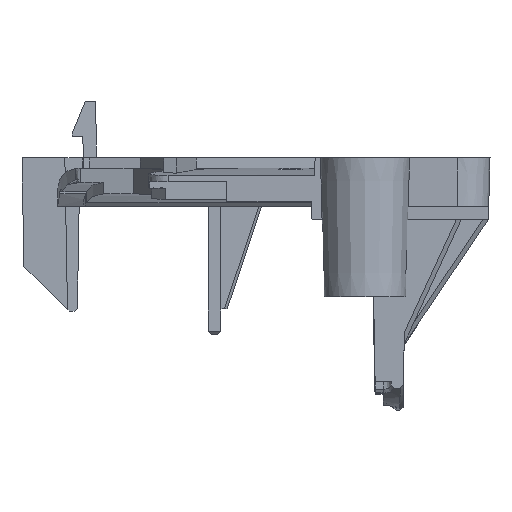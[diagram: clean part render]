
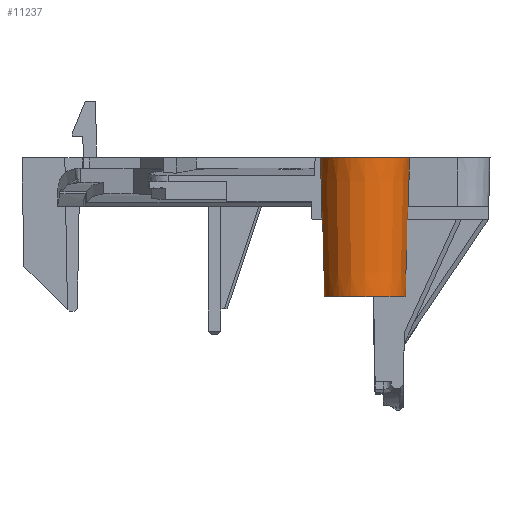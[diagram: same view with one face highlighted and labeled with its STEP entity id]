
A CAD part, left-side view. The second image highlights one B-rep face of the part: STEP entity #11237.
In plain terms, the highlighted conical face has half-angle 1.5 degrees and reference radius 3.202 mm.
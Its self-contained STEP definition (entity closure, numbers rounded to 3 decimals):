
#138=(
BOUNDED_CURVE()
B_SPLINE_CURVE(2,(#24297,#24298,#24299),.UNSPECIFIED.,.F.,.F.)
B_SPLINE_CURVE_WITH_KNOTS((3,3),(2.584,2.672),
 .UNSPECIFIED.)
CURVE()
GEOMETRIC_REPRESENTATION_ITEM()
RATIONAL_B_SPLINE_CURVE((1.,1.,1.))
REPRESENTATION_ITEM('')
);
#148=(
BOUNDED_CURVE()
B_SPLINE_CURVE(2,(#24679,#24680,#24681),.UNSPECIFIED.,.F.,.F.)
B_SPLINE_CURVE_WITH_KNOTS((3,3),(4.366,4.83),
 .UNSPECIFIED.)
CURVE()
GEOMETRIC_REPRESENTATION_ITEM()
RATIONAL_B_SPLINE_CURVE((1.,1.,1.))
REPRESENTATION_ITEM('')
);
#213=CONICAL_SURFACE('',#11979,3.202,0.026);
#613=CIRCLE('',#11296,3.486);
#614=CIRCLE('',#11297,3.486);
#680=CIRCLE('',#11501,3.387);
#683=CIRCLE('',#11519,3.36);
#740=CIRCLE('',#11876,3.202);
#1289=FACE_OUTER_BOUND('',#1896,.T.);
#1896=EDGE_LOOP('',(#10100,#10101,#10102,#10103,#10104,#10105,#10106,#10107,
#10108,#10109));
#3043=LINE('',#24676,#4170);
#3044=LINE('',#24678,#4171);
#4170=VECTOR('',#14512,10.);
#4171=VECTOR('',#14515,3.327);
#4219=VERTEX_POINT('',#14691);
#4220=VERTEX_POINT('',#14693);
#4221=VERTEX_POINT('',#14695);
#4805=VERTEX_POINT('',#18831);
#4806=VERTEX_POINT('',#18832);
#4862=VERTEX_POINT('',#18972);
#4863=VERTEX_POINT('',#18974);
#5271=VERTEX_POINT('',#24294);
#5322=EDGE_CURVE('',#4219,#4220,#613,.F.);
#5323=EDGE_CURVE('',#4220,#4221,#614,.F.);
#6025=EDGE_CURVE('',#4805,#4806,#680,.F.);
#6102=EDGE_CURVE('',#4863,#4862,#683,.F.);
#6825=EDGE_CURVE('',#5271,#5271,#740,.T.);
#6826=EDGE_CURVE('',#4862,#4806,#138,.F.);
#6924=EDGE_CURVE('',#4221,#4805,#3043,.T.);
#6925=EDGE_CURVE('',#4220,#5271,#3044,.T.);
#6926=EDGE_CURVE('',#4219,#4863,#148,.F.);
#10100=ORIENTED_EDGE('',*,*,#6025,.F.);
#10101=ORIENTED_EDGE('',*,*,#6924,.F.);
#10102=ORIENTED_EDGE('',*,*,#5323,.F.);
#10103=ORIENTED_EDGE('',*,*,#6925,.T.);
#10104=ORIENTED_EDGE('',*,*,#6825,.F.);
#10105=ORIENTED_EDGE('',*,*,#6925,.F.);
#10106=ORIENTED_EDGE('',*,*,#5322,.F.);
#10107=ORIENTED_EDGE('',*,*,#6926,.T.);
#10108=ORIENTED_EDGE('',*,*,#6102,.T.);
#10109=ORIENTED_EDGE('',*,*,#6826,.T.);
#11237=ADVANCED_FACE('',(#1289),#213,.T.);
#11296=AXIS2_PLACEMENT_3D('',#14694,#12068,#12069);
#11297=AXIS2_PLACEMENT_3D('',#14696,#12070,#12071);
#11501=AXIS2_PLACEMENT_3D('',#18833,#12962,#12963);
#11519=AXIS2_PLACEMENT_3D('',#18975,#13065,#13066);
#11876=AXIS2_PLACEMENT_3D('',#24295,#14244,#14245);
#11979=AXIS2_PLACEMENT_3D('',#24677,#14513,#14514);
#12068=DIRECTION('center_axis',(0.,0.,-1.));
#12069=DIRECTION('ref_axis',(1.,0.,0.));
#12070=DIRECTION('center_axis',(0.,0.,-1.));
#12071=DIRECTION('ref_axis',(1.,0.,0.));
#12962=DIRECTION('center_axis',(0.,0.,-1.));
#12963=DIRECTION('ref_axis',(1.,0.,0.));
#13065=DIRECTION('center_axis',(0.,0.,1.));
#13066=DIRECTION('ref_axis',(1.,0.,0.));
#14244=DIRECTION('center_axis',(0.,0.,-1.));
#14245=DIRECTION('ref_axis',(1.,0.,0.));
#14512=DIRECTION('',(0.,0.026,-1.));
#14513=DIRECTION('center_axis',(0.,0.,1.));
#14514=DIRECTION('ref_axis',(1.,0.,0.));
#14515=DIRECTION('',(0.026,0.,-1.));
#14691=CARTESIAN_POINT('',(-59.406,9.736,-0.82));
#14693=CARTESIAN_POINT('',(-62.946,6.25,-0.82));
#14694=CARTESIAN_POINT('Origin',(-59.46,6.25,-0.82));
#14695=CARTESIAN_POINT('',(-59.46,2.764,-0.82));
#14696=CARTESIAN_POINT('Origin',(-59.46,6.25,-0.82));
#18831=CARTESIAN_POINT('',(-59.46,2.863,-4.62));
#18832=CARTESIAN_POINT('',(-56.114,6.774,-4.62));
#18833=CARTESIAN_POINT('Origin',(-59.46,6.25,-4.62));
#18972=CARTESIAN_POINT('',(-56.145,6.8,-5.62));
#18974=CARTESIAN_POINT('',(-59.407,9.61,-5.62));
#18975=CARTESIAN_POINT('Origin',(-59.46,6.25,-5.62));
#24294=CARTESIAN_POINT('',(-62.662,6.25,-11.67));
#24295=CARTESIAN_POINT('Origin',(-59.46,6.25,-11.67));
#24297=CARTESIAN_POINT('Ctrl Pts',(-56.114,6.774,-4.62));
#24298=CARTESIAN_POINT('Ctrl Pts',(-56.13,6.787,-5.122));
#24299=CARTESIAN_POINT('Ctrl Pts',(-56.145,6.8,-5.62));
#24676=CARTESIAN_POINT('',(-59.46,3.048,-11.667));
#24677=CARTESIAN_POINT('Origin',(-59.46,6.25,-11.667));
#24678=CARTESIAN_POINT('',(-62.662,6.25,-11.667));
#24679=CARTESIAN_POINT('Ctrl Pts',(-59.407,9.61,-5.62));
#24680=CARTESIAN_POINT('Ctrl Pts',(-59.406,9.672,-3.242));
#24681=CARTESIAN_POINT('Ctrl Pts',(-59.406,9.736,-0.82));
